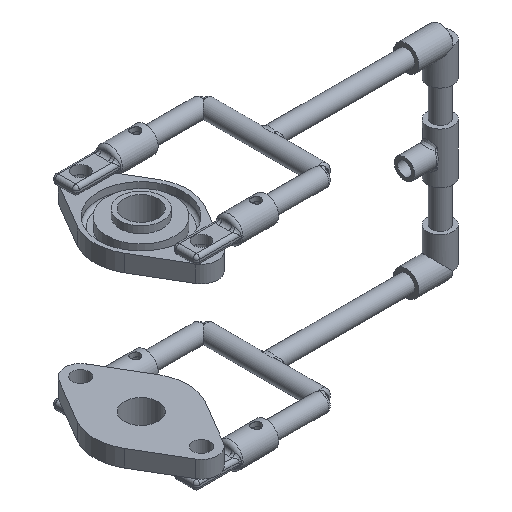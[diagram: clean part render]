
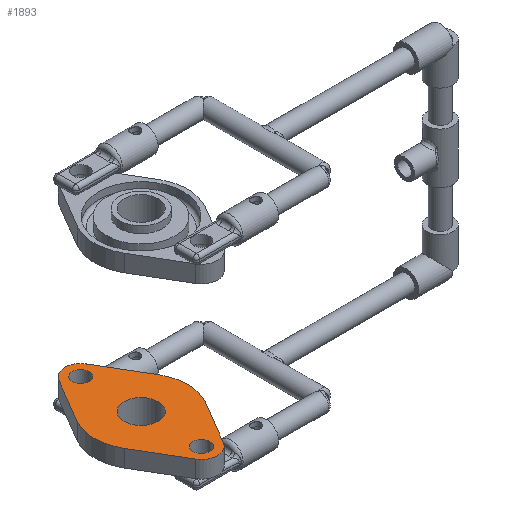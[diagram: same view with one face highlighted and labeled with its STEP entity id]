
A CAD part, isometric view. The second image highlights one B-rep face of the part: STEP entity #1893.
In plain terms, the highlighted face is planar.
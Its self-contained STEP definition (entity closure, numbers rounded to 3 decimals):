
#212=LINE('',#3025,#292);
#214=LINE('',#3028,#294);
#218=LINE('',#3040,#298);
#220=LINE('',#3043,#300);
#292=VECTOR('',#2471,10.);
#294=VECTOR('',#2475,10.);
#298=VECTOR('',#2487,10.);
#300=VECTOR('',#2491,10.);
#413=FACE_BOUND('',#621,.T.);
#414=FACE_BOUND('',#622,.T.);
#415=FACE_BOUND('',#623,.T.);
#440=PLANE('',#2183);
#487=FACE_OUTER_BOUND('',#620,.T.);
#620=EDGE_LOOP('',(#1391,#1392,#1393,#1394,#1395,#1396,#1397,#1398));
#621=EDGE_LOOP('',(#1399));
#622=EDGE_LOOP('',(#1400));
#623=EDGE_LOOP('',(#1401));
#758=CIRCLE('',#2156,10.);
#760=CIRCLE('',#2161,5.);
#762=CIRCLE('',#2164,5.);
#765=CIRCLE('',#2168,27.5);
#766=CIRCLE('',#2170,27.5);
#768=CIRCLE('',#2173,9.5);
#771=CIRCLE('',#2179,9.5);
#870=VERTEX_POINT('',#2977);
#872=VERTEX_POINT('',#2986);
#874=VERTEX_POINT('',#2992);
#876=VERTEX_POINT('',#2998);
#879=VERTEX_POINT('',#3003);
#880=VERTEX_POINT('',#3007);
#882=VERTEX_POINT('',#3010);
#884=VERTEX_POINT('',#3016);
#886=VERTEX_POINT('',#3019);
#888=VERTEX_POINT('',#3031);
#891=VERTEX_POINT('',#3036);
#1041=EDGE_CURVE('',#870,#870,#758,.T.);
#1045=EDGE_CURVE('',#872,#872,#760,.T.);
#1048=EDGE_CURVE('',#874,#874,#762,.T.);
#1054=EDGE_CURVE('',#879,#876,#765,.T.);
#1056=EDGE_CURVE('',#880,#882,#766,.T.);
#1060=EDGE_CURVE('',#884,#886,#768,.T.);
#1063=EDGE_CURVE('',#886,#879,#212,.T.);
#1065=EDGE_CURVE('',#882,#884,#214,.T.);
#1070=EDGE_CURVE('',#891,#888,#771,.T.);
#1071=EDGE_CURVE('',#876,#891,#218,.T.);
#1073=EDGE_CURVE('',#888,#880,#220,.T.);
#1391=ORIENTED_EDGE('',*,*,#1073,.F.);
#1392=ORIENTED_EDGE('',*,*,#1070,.F.);
#1393=ORIENTED_EDGE('',*,*,#1071,.F.);
#1394=ORIENTED_EDGE('',*,*,#1054,.F.);
#1395=ORIENTED_EDGE('',*,*,#1063,.F.);
#1396=ORIENTED_EDGE('',*,*,#1060,.F.);
#1397=ORIENTED_EDGE('',*,*,#1065,.F.);
#1398=ORIENTED_EDGE('',*,*,#1056,.F.);
#1399=ORIENTED_EDGE('',*,*,#1041,.T.);
#1400=ORIENTED_EDGE('',*,*,#1045,.T.);
#1401=ORIENTED_EDGE('',*,*,#1048,.T.);
#1893=ADVANCED_FACE('',(#487,#413,#414,#415),#440,.F.);
#2156=AXIS2_PLACEMENT_3D('',#2978,#2421,#2422);
#2161=AXIS2_PLACEMENT_3D('',#2987,#2433,#2434);
#2164=AXIS2_PLACEMENT_3D('',#2993,#2440,#2441);
#2168=AXIS2_PLACEMENT_3D('',#3005,#2451,#2452);
#2170=AXIS2_PLACEMENT_3D('',#3011,#2456,#2457);
#2173=AXIS2_PLACEMENT_3D('',#3020,#2464,#2465);
#2179=AXIS2_PLACEMENT_3D('',#3038,#2483,#2484);
#2183=AXIS2_PLACEMENT_3D('',#3046,#2495,#2496);
#2421=DIRECTION('center_axis',(0.,0.,1.));
#2422=DIRECTION('ref_axis',(-1.,0.,0.));
#2433=DIRECTION('center_axis',(0.,0.,1.));
#2434=DIRECTION('ref_axis',(-1.,0.,0.));
#2440=DIRECTION('center_axis',(0.,0.,1.));
#2441=DIRECTION('ref_axis',(-1.,0.,0.));
#2451=DIRECTION('center_axis',(0.,0.,1.));
#2452=DIRECTION('ref_axis',(0.163,-0.987,0.));
#2456=DIRECTION('center_axis',(0.,0.,1.));
#2457=DIRECTION('ref_axis',(-0.163,0.987,0.));
#2464=DIRECTION('center_axis',(0.,0.,1.));
#2465=DIRECTION('ref_axis',(1.,0.,0.));
#2471=DIRECTION('',(0.507,0.862,0.));
#2475=DIRECTION('',(0.507,-0.862,0.));
#2483=DIRECTION('center_axis',(0.,0.,1.));
#2484=DIRECTION('ref_axis',(1.,0.,0.));
#2487=DIRECTION('',(-0.507,0.862,0.));
#2491=DIRECTION('',(-0.507,-0.862,0.));
#2495=DIRECTION('center_axis',(0.,0.,1.));
#2496=DIRECTION('ref_axis',(1.,0.,0.));
#2977=CARTESIAN_POINT('',(10.,0.,0.));
#2978=CARTESIAN_POINT('Origin',(0.,0.,0.));
#2986=CARTESIAN_POINT('',(5.,-35.5,0.));
#2987=CARTESIAN_POINT('Origin',(0.,-35.5,0.));
#2992=CARTESIAN_POINT('',(5.,35.5,0.));
#2993=CARTESIAN_POINT('Origin',(0.,35.5,0.));
#2998=CARTESIAN_POINT('',(23.703,13.944,0.));
#3003=CARTESIAN_POINT('',(23.703,-13.944,0.));
#3005=CARTESIAN_POINT('Origin',(0.,0.,0.));
#3007=CARTESIAN_POINT('',(-23.703,13.944,0.));
#3010=CARTESIAN_POINT('',(-23.703,-13.944,0.));
#3011=CARTESIAN_POINT('Origin',(0.,0.,0.));
#3016=CARTESIAN_POINT('',(-8.188,-40.317,0.));
#3019=CARTESIAN_POINT('',(8.188,-40.317,0.));
#3020=CARTESIAN_POINT('Origin',(0.,-35.5,0.));
#3025=CARTESIAN_POINT('',(8.188,-40.317,0.));
#3028=CARTESIAN_POINT('',(-23.703,-13.944,0.));
#3031=CARTESIAN_POINT('',(-8.188,40.317,0.));
#3036=CARTESIAN_POINT('',(8.188,40.317,0.));
#3038=CARTESIAN_POINT('Origin',(0.,35.5,0.));
#3040=CARTESIAN_POINT('',(23.703,13.944,0.));
#3043=CARTESIAN_POINT('',(-8.188,40.317,0.));
#3046=CARTESIAN_POINT('Origin',(-14.204,26.736,0.));
